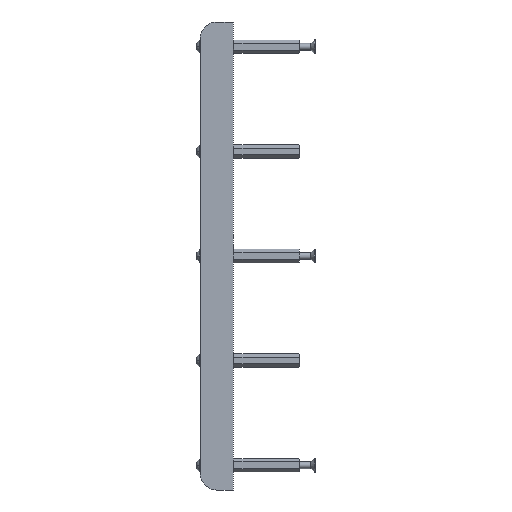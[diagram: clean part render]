
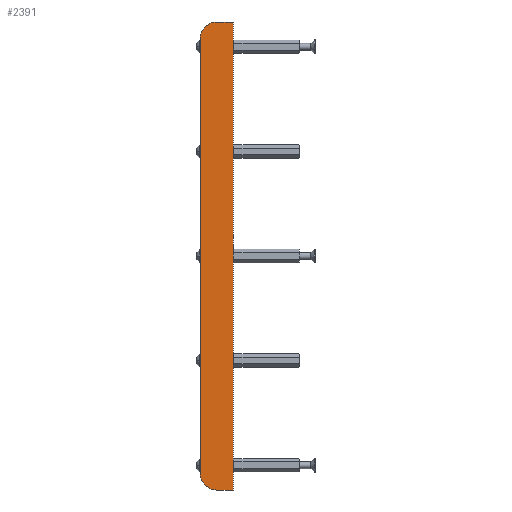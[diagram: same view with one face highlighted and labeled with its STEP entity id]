
A CAD part, left-side view. The second image highlights one B-rep face of the part: STEP entity #2391.
In plain terms, the highlighted planar face has unit normal (-1, 0, 0).
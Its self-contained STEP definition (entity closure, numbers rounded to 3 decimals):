
#46 = VECTOR ( 'NONE', #650, 1000. ) ;
#78 = VECTOR ( 'NONE', #307, 1000. ) ;
#157 = EDGE_CURVE ( 'NONE', #2904, #1313, #305, .T. ) ;
#171 = AXIS2_PLACEMENT_3D ( 'NONE', #2909, #2345, #1825 ) ;
#221 = LINE ( 'NONE', #3432, #46 ) ;
#305 = LINE ( 'NONE', #734, #2435 ) ;
#307 = DIRECTION ( 'NONE',  ( 0., -1., 0. ) ) ;
#418 = VERTEX_POINT ( 'NONE', #2216 ) ;
#465 = DIRECTION ( 'NONE',  ( 1., 0., 0. ) ) ;
#624 = CIRCLE ( 'NONE', #171, 10. ) ;
#650 = DIRECTION ( 'NONE',  ( 0., -1., 0. ) ) ;
#705 = EDGE_CURVE ( 'NONE', #754, #418, #3316, .T. ) ;
#734 = CARTESIAN_POINT ( 'NONE',  ( -5., -10., 142. ) ) ;
#754 = VERTEX_POINT ( 'NONE', #2719 ) ;
#874 = EDGE_CURVE ( 'NONE', #418, #2463, #2266, .T. ) ;
#906 = EDGE_CURVE ( 'NONE', #2463, #1313, #2827, .T. ) ;
#1039 = CARTESIAN_POINT ( 'NONE',  ( -5., -10., 142. ) ) ;
#1107 = FACE_OUTER_BOUND ( 'NONE', #2022, .T. ) ;
#1162 = ORIENTED_EDGE ( 'NONE', *, *, #2995, .T. ) ;
#1284 = ORIENTED_EDGE ( 'NONE', *, *, #906, .T. ) ;
#1308 = CARTESIAN_POINT ( 'NONE',  ( -5., 10., 142. ) ) ;
#1313 = VERTEX_POINT ( 'NONE', #2370 ) ;
#1400 = ORIENTED_EDGE ( 'NONE', *, *, #874, .T. ) ;
#1646 = ORIENTED_EDGE ( 'NONE', *, *, #705, .T. ) ;
#1698 = DIRECTION ( 'NONE',  ( -1., 0., 0. ) ) ;
#1825 = DIRECTION ( 'NONE',  ( 0., 0., -1. ) ) ;
#1939 = CARTESIAN_POINT ( 'NONE',  ( -5., -10., -142. ) ) ;
#2022 = EDGE_LOOP ( 'NONE', ( #1646, #1400, #1284, #2396, #2620, #1162 ) ) ;
#2023 = AXIS2_PLACEMENT_3D ( 'NONE', #1039, #465, #2414 ) ;
#2216 = CARTESIAN_POINT ( 'NONE',  ( -5., 10., -132. ) ) ;
#2266 = CIRCLE ( 'NONE', #2465, 10. ) ;
#2336 = VERTEX_POINT ( 'NONE', #3525 ) ;
#2345 = DIRECTION ( 'NONE',  ( -1., 0., 0. ) ) ;
#2370 = CARTESIAN_POINT ( 'NONE',  ( -5., -10., -142. ) ) ;
#2389 = PLANE ( 'NONE',  #2023 ) ;
#2391 = ADVANCED_FACE ( 'NONE', ( #1107 ), #2389, .F. ) ;
#2396 = ORIENTED_EDGE ( 'NONE', *, *, #157, .F. ) ;
#2407 = CARTESIAN_POINT ( 'NONE',  ( -5., 0., -142. ) ) ;
#2414 = DIRECTION ( 'NONE',  ( 0., 0., -1. ) ) ;
#2435 = VECTOR ( 'NONE', #2929, 1000. ) ;
#2463 = VERTEX_POINT ( 'NONE', #2407 ) ;
#2465 = AXIS2_PLACEMENT_3D ( 'NONE', #3558, #1698, #2805 ) ;
#2570 = VECTOR ( 'NONE', #2659, 1000. ) ;
#2620 = ORIENTED_EDGE ( 'NONE', *, *, #2937, .F. ) ;
#2659 = DIRECTION ( 'NONE',  ( 0., 0., -1. ) ) ;
#2719 = CARTESIAN_POINT ( 'NONE',  ( -5., 10., 132. ) ) ;
#2805 = DIRECTION ( 'NONE',  ( 0., 0., -1. ) ) ;
#2827 = LINE ( 'NONE', #1939, #78 ) ;
#2904 = VERTEX_POINT ( 'NONE', #3122 ) ;
#2909 = CARTESIAN_POINT ( 'NONE',  ( -5., 0., 132. ) ) ;
#2929 = DIRECTION ( 'NONE',  ( 0., 0., -1. ) ) ;
#2937 = EDGE_CURVE ( 'NONE', #2336, #2904, #221, .T. ) ;
#2995 = EDGE_CURVE ( 'NONE', #2336, #754, #624, .T. ) ;
#3122 = CARTESIAN_POINT ( 'NONE',  ( -5., -10., 142. ) ) ;
#3316 = LINE ( 'NONE', #1308, #2570 ) ;
#3432 = CARTESIAN_POINT ( 'NONE',  ( -5., -10., 142. ) ) ;
#3525 = CARTESIAN_POINT ( 'NONE',  ( -5., 0., 142. ) ) ;
#3558 = CARTESIAN_POINT ( 'NONE',  ( -5., 0., -132. ) ) ;
